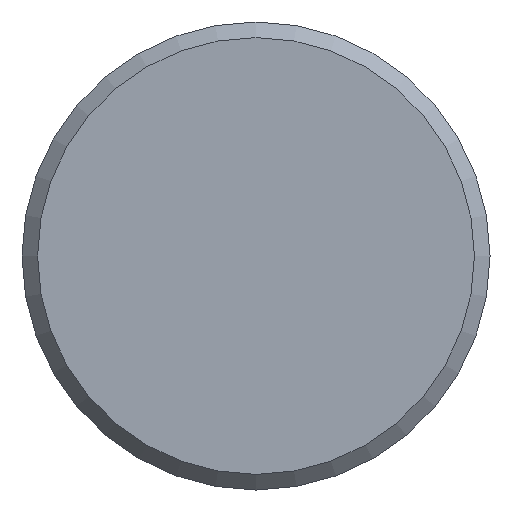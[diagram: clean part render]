
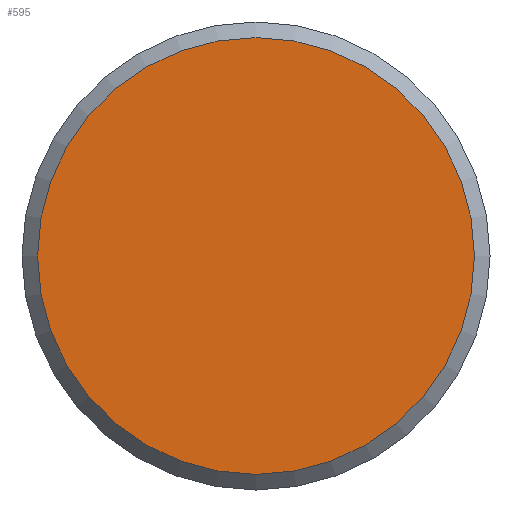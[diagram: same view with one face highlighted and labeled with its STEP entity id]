
A CAD part, front view. The second image highlights one B-rep face of the part: STEP entity #595.
In plain terms, the highlighted planar face has unit normal (0, -1, 0).
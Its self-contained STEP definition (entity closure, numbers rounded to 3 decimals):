
#36=PLANE('',#664);
#54=FACE_OUTER_BOUND('',#92,.T.);
#92=EDGE_LOOP('',(#407));
#200=CIRCLE('',#665,14.);
#253=VERTEX_POINT('',#979);
#313=EDGE_CURVE('',#253,#253,#200,.T.);
#407=ORIENTED_EDGE('',*,*,#313,.T.);
#595=ADVANCED_FACE('',(#54),#36,.T.);
#664=AXIS2_PLACEMENT_3D('',#978,#778,#779);
#665=AXIS2_PLACEMENT_3D('',#980,#780,#781);
#778=DIRECTION('center_axis',(0.,-1.,0.));
#779=DIRECTION('ref_axis',(0.,0.,-1.));
#780=DIRECTION('center_axis',(0.,-1.,0.));
#781=DIRECTION('ref_axis',(1.,0.,0.));
#978=CARTESIAN_POINT('Origin',(7.,-1.,0.));
#979=CARTESIAN_POINT('',(-14.,-1.,0.));
#980=CARTESIAN_POINT('Origin',(0.,-1.,0.));
